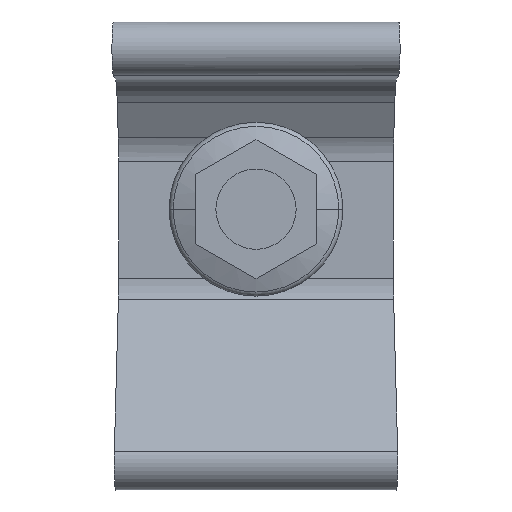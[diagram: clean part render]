
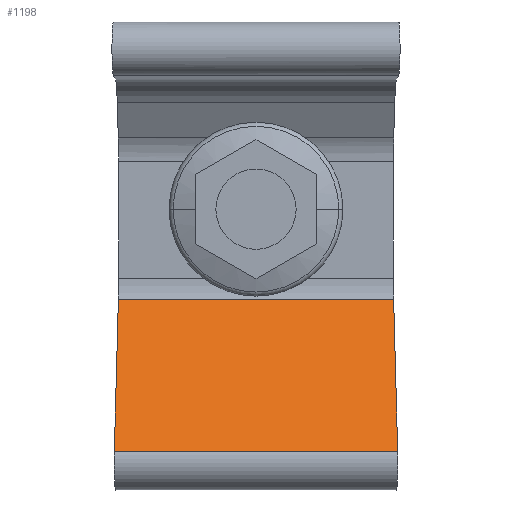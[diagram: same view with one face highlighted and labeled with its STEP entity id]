
A CAD part, front view. The second image highlights one B-rep face of the part: STEP entity #1198.
In plain terms, the highlighted planar face has unit normal (0, -0.893, 0.451).
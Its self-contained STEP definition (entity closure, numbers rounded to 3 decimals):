
#30 = EDGE_CURVE ( 'NONE', #450, #949, #1794, .T. ) ;
#302 = EDGE_CURVE ( 'NONE', #561, #450, #1745, .T. ) ;
#391 = EDGE_CURVE ( 'NONE', #1094, #949, #1726, .T. ) ;
#417 = AXIS2_PLACEMENT_3D ( 'NONE', #696, #911, #1017 ) ;
#450 = VERTEX_POINT ( 'NONE', #1697 ) ;
#537 = EDGE_LOOP ( 'NONE', ( #1990, #1566, #1846, #1141 ) ) ;
#561 = VERTEX_POINT ( 'NONE', #1012 ) ;
#619 = DIRECTION ( 'NONE',  ( -1., 0., 0. ) ) ;
#664 = PLANE ( 'NONE',  #417 ) ;
#696 = CARTESIAN_POINT ( 'NONE',  ( 21., 7.898, 24.507 ) ) ;
#741 = CARTESIAN_POINT ( 'NONE',  ( -20.563, 8.341, 25.384 ) ) ;
#785 = EDGE_CURVE ( 'NONE', #561, #1094, #1936, .T. ) ;
#911 = DIRECTION ( 'NONE',  ( 0., 0.893, -0.451 ) ) ;
#949 = VERTEX_POINT ( 'NONE', #1621 ) ;
#959 = DIRECTION ( 'NONE',  ( 0.024, -0.451, -0.892 ) ) ;
#970 = VECTOR ( 'NONE', #619, 1000. ) ;
#986 = CARTESIAN_POINT ( 'NONE',  ( 21., 7.898, 24.507 ) ) ;
#1012 = CARTESIAN_POINT ( 'NONE',  ( 20.586, 7.898, 24.507 ) ) ;
#1017 = DIRECTION ( 'NONE',  ( 0., 0.451, 0.893 ) ) ;
#1094 = VERTEX_POINT ( 'NONE', #1339 ) ;
#1141 = ORIENTED_EDGE ( 'NONE', *, *, #391, .T. ) ;
#1198 = ADVANCED_FACE ( 'NONE', ( #1964 ), #664, .F. ) ;
#1243 = VECTOR ( 'NONE', #1649, 1000. ) ;
#1339 = CARTESIAN_POINT ( 'NONE',  ( -20.586, 7.898, 24.507 ) ) ;
#1566 = ORIENTED_EDGE ( 'NONE', *, *, #302, .F. ) ;
#1621 = CARTESIAN_POINT ( 'NONE',  ( -21.187, -3.57, 1.804 ) ) ;
#1649 = DIRECTION ( 'NONE',  ( -0.024, -0.451, -0.892 ) ) ;
#1697 = CARTESIAN_POINT ( 'NONE',  ( 21.187, -3.57, 1.804 ) ) ;
#1726 = LINE ( 'NONE', #741, #1243 ) ;
#1745 = LINE ( 'NONE', #2386, #1778 ) ;
#1778 = VECTOR ( 'NONE', #959, 1000. ) ;
#1782 = VECTOR ( 'NONE', #2488, 1000. ) ;
#1794 = LINE ( 'NONE', #2263, #1782 ) ;
#1846 = ORIENTED_EDGE ( 'NONE', *, *, #785, .T. ) ;
#1936 = LINE ( 'NONE', #986, #970 ) ;
#1964 = FACE_OUTER_BOUND ( 'NONE', #537, .T. ) ;
#1990 = ORIENTED_EDGE ( 'NONE', *, *, #30, .F. ) ;
#2263 = CARTESIAN_POINT ( 'NONE',  ( 21., -3.57, 1.804 ) ) ;
#2386 = CARTESIAN_POINT ( 'NONE',  ( 20.586, 7.894, 24.498 ) ) ;
#2488 = DIRECTION ( 'NONE',  ( -1., 0., 0. ) ) ;
